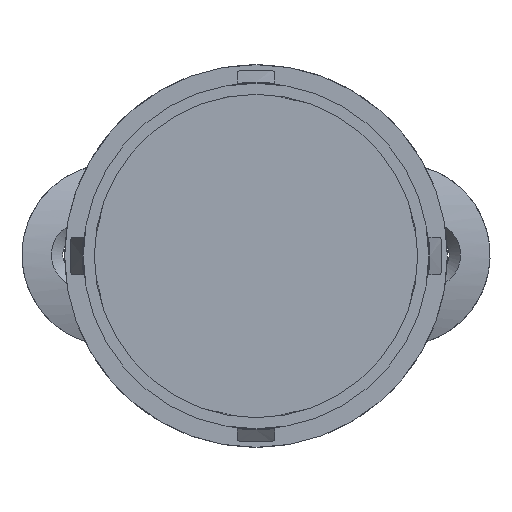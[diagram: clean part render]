
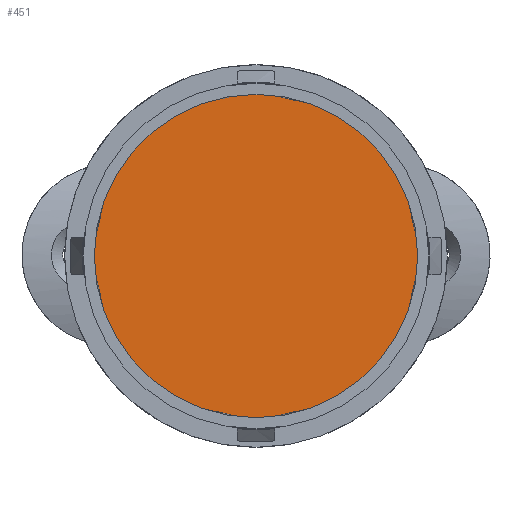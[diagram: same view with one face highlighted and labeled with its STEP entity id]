
A CAD part, front view. The second image highlights one B-rep face of the part: STEP entity #451.
In plain terms, the highlighted face is planar.
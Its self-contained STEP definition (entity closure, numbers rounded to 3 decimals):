
#451=ADVANCED_FACE('',(#2297),#2299,.F.);
#2297=FACE_BOUND('',#2298,.T.);
#2298=EDGE_LOOP('',(#5245));
#2299=PLANE('',#2300);
#2300=AXIS2_PLACEMENT_3D('',#2301,#2302,#2303);
#2301=CARTESIAN_POINT('',(0.,0.,0.));
#2302=DIRECTION('',(0.,0.,1.));
#2303=DIRECTION('',(1.,0.,-0.));
#5245=ORIENTED_EDGE('',*,*,#6004,.T.);
#6004=EDGE_CURVE('',#6489,#6489,#6490,.T.);
#6489=VERTEX_POINT('',#7542);
#6490=CIRCLE('',#7543,21.75);
#7542=CARTESIAN_POINT('',(21.75,0.,0.));
#7543=AXIS2_PLACEMENT_3D('',#7544,#7545,#7546);
#7544=CARTESIAN_POINT('',(0.,0.,0.));
#7545=DIRECTION('',(-0.,-0.,-1.));
#7546=DIRECTION('',(1.,0.,0.));
